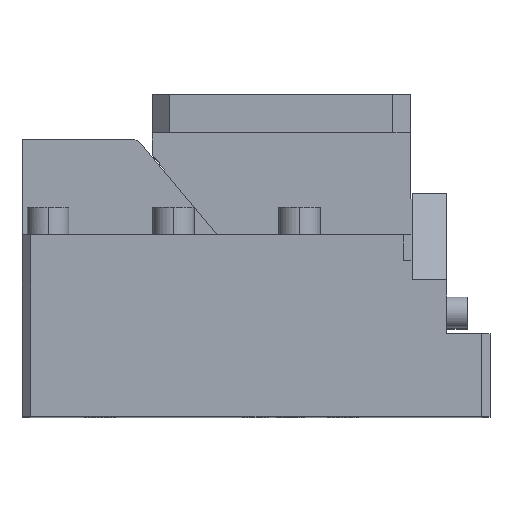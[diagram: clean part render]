
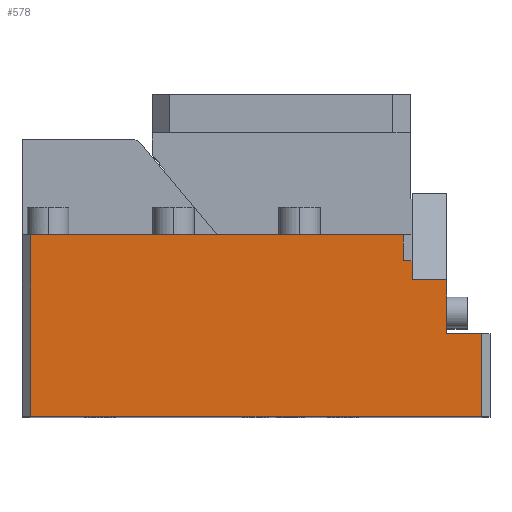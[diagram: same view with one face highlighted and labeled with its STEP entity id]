
A CAD part, top view. The second image highlights one B-rep face of the part: STEP entity #578.
In plain terms, the highlighted planar face has unit normal (0, 0, 1).
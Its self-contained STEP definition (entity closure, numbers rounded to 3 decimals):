
#231=CARTESIAN_POINT('Vertex',(-265.,105.,130.)) ;
#234=CARTESIAN_POINT('Line Origine',(-157.5,105.,130.)) ;
#238=CARTESIAN_POINT('Vertex',(-50.,105.,130.)) ;
#451=CARTESIAN_POINT('Vertex',(-50.,90.,130.)) ;
#461=CARTESIAN_POINT('Line Origine',(-50.,97.5,130.)) ;
#478=CARTESIAN_POINT('Line Origine',(-47.5,90.,130.)) ;
#482=CARTESIAN_POINT('Vertex',(-45.,90.,130.)) ;
#505=CARTESIAN_POINT('Vertex',(-45.,79.,130.)) ;
#508=CARTESIAN_POINT('Line Origine',(-45.,84.5,130.)) ;
#521=CARTESIAN_POINT('Axis2P3D Location',(-265.,90.,130.)) ;
#526=CARTESIAN_POINT('Line Origine',(-265.,52.5,130.)) ;
#530=CARTESIAN_POINT('Vertex',(-265.,0.,130.)) ;
#533=CARTESIAN_POINT('Line Origine',(-135.,0.,130.)) ;
#537=CARTESIAN_POINT('Vertex',(-5.,0.,130.)) ;
#540=CARTESIAN_POINT('Line Origine',(-5.,24.,130.)) ;
#544=CARTESIAN_POINT('Vertex',(-5.,48.,130.)) ;
#547=CARTESIAN_POINT('Line Origine',(-15.,48.,130.)) ;
#551=CARTESIAN_POINT('Vertex',(-25.,48.,130.)) ;
#554=CARTESIAN_POINT('Line Origine',(-25.,63.5,130.)) ;
#558=CARTESIAN_POINT('Vertex',(-25.,79.,130.)) ;
#561=CARTESIAN_POINT('Line Origine',(-35.,79.,130.)) ;
#235=DIRECTION('Vector Direction',(1.,0.,0.)) ;
#462=DIRECTION('Vector Direction',(0.,-1.,0.)) ;
#479=DIRECTION('Vector Direction',(1.,0.,0.)) ;
#509=DIRECTION('Vector Direction',(0.,-1.,0.)) ;
#522=DIRECTION('Axis2P3D Direction',(0.,0.,-1.)) ;
#523=DIRECTION('Axis2P3D XDirection',(-1.,0.,0.)) ;
#527=DIRECTION('Vector Direction',(0.,-1.,0.)) ;
#534=DIRECTION('Vector Direction',(1.,0.,0.)) ;
#541=DIRECTION('Vector Direction',(0.,-1.,0.)) ;
#548=DIRECTION('Vector Direction',(1.,0.,0.)) ;
#555=DIRECTION('Vector Direction',(0.,-1.,0.)) ;
#562=DIRECTION('Vector Direction',(-1.,0.,0.)) ;
#524=AXIS2_PLACEMENT_3D('Plane Axis2P3D',#521,#522,#523) ;
#567=ORIENTED_EDGE('',*,*,#465,.F.) ;
#568=ORIENTED_EDGE('',*,*,#240,.F.) ;
#569=ORIENTED_EDGE('',*,*,#532,.T.) ;
#570=ORIENTED_EDGE('',*,*,#539,.T.) ;
#571=ORIENTED_EDGE('',*,*,#546,.F.) ;
#572=ORIENTED_EDGE('',*,*,#553,.F.) ;
#573=ORIENTED_EDGE('',*,*,#560,.F.) ;
#574=ORIENTED_EDGE('',*,*,#565,.T.) ;
#575=ORIENTED_EDGE('',*,*,#512,.F.) ;
#576=ORIENTED_EDGE('',*,*,#484,.F.) ;
#236=VECTOR('Line Direction',#235,1.) ;
#463=VECTOR('Line Direction',#462,1.) ;
#480=VECTOR('Line Direction',#479,1.) ;
#510=VECTOR('Line Direction',#509,1.) ;
#528=VECTOR('Line Direction',#527,1.) ;
#535=VECTOR('Line Direction',#534,1.) ;
#542=VECTOR('Line Direction',#541,1.) ;
#549=VECTOR('Line Direction',#548,1.) ;
#556=VECTOR('Line Direction',#555,1.) ;
#563=VECTOR('Line Direction',#562,1.) ;
#578=ADVANCED_FACE('CAM HOLDER',(#577),#525,.F.) ;
#240=EDGE_CURVE('',#232,#239,#237,.T.) ;
#465=EDGE_CURVE('',#239,#452,#464,.T.) ;
#484=EDGE_CURVE('',#452,#483,#481,.T.) ;
#512=EDGE_CURVE('',#483,#506,#511,.T.) ;
#532=EDGE_CURVE('',#232,#531,#529,.T.) ;
#539=EDGE_CURVE('',#531,#538,#536,.T.) ;
#546=EDGE_CURVE('',#545,#538,#543,.T.) ;
#553=EDGE_CURVE('',#552,#545,#550,.T.) ;
#560=EDGE_CURVE('',#559,#552,#557,.T.) ;
#565=EDGE_CURVE('',#559,#506,#564,.T.) ;
#566=EDGE_LOOP('',(#567,#568,#569,#570,#571,#572,#573,#574,#575,#576)) ;
#577=FACE_OUTER_BOUND('',#566,.T.) ;
#237=LINE('Line',#234,#236) ;
#464=LINE('Line',#461,#463) ;
#481=LINE('Line',#478,#480) ;
#511=LINE('Line',#508,#510) ;
#529=LINE('Line',#526,#528) ;
#536=LINE('Line',#533,#535) ;
#543=LINE('Line',#540,#542) ;
#550=LINE('Line',#547,#549) ;
#557=LINE('Line',#554,#556) ;
#564=LINE('Line',#561,#563) ;
#525=PLANE('Plane',#524) ;
#232=VERTEX_POINT('',#231) ;
#239=VERTEX_POINT('',#238) ;
#452=VERTEX_POINT('',#451) ;
#483=VERTEX_POINT('',#482) ;
#506=VERTEX_POINT('',#505) ;
#531=VERTEX_POINT('',#530) ;
#538=VERTEX_POINT('',#537) ;
#545=VERTEX_POINT('',#544) ;
#552=VERTEX_POINT('',#551) ;
#559=VERTEX_POINT('',#558) ;
